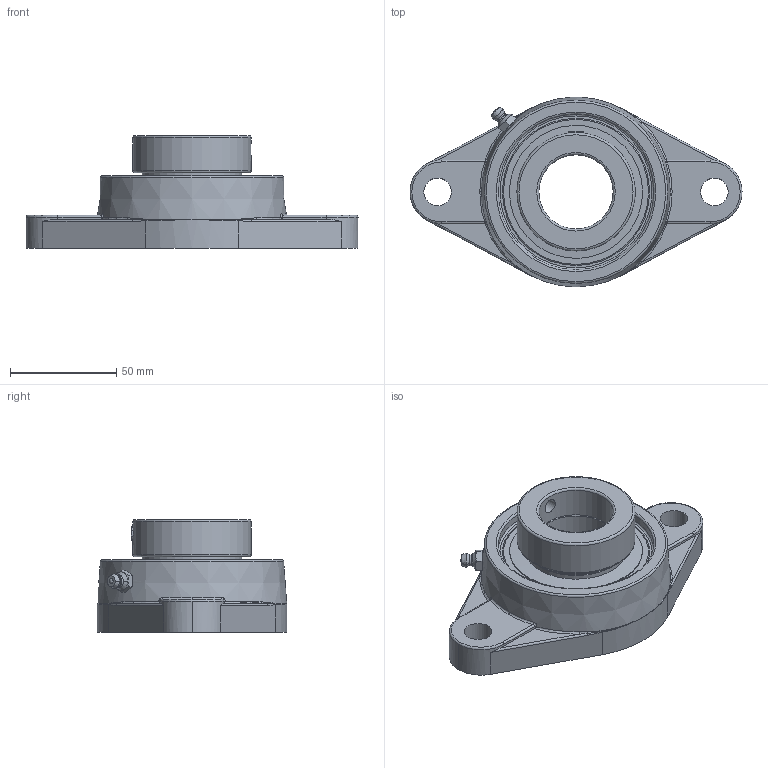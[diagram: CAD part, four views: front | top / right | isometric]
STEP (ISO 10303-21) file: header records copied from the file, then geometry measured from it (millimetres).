
FILE_DESCRIPTION(('HOOPS Exchange Step'),'2;1');
FILE_NAME('export-56F58DB2-179A-4458-B620-0F5D79CC6CB5.stp','2019-12-13T09:19:07-08:00',('ibuslach'),('Alibre'),'HOOPS Exchange 2019.2','Alibre','Unknown authorisation');
FILE_SCHEMA( ('AP242_MANAGED_MODEL_BASED_3D_ENGINEERING_MIM_LF {1 0 10303 442 1 1 4 }') );
Length unit declared in the file: centimetre
Products named in the file (8): MRN SFT 207; UCP ZERK 5mm; SNC 207-22 COLLAR; SNC 207-22 RACES; SNC 207 SS; SNC 207 SHIELD; MRN SNC 207-22; MRN SNCFT 207-22
Assembly tree (8 placements, depth 3):
  MRN SNCFT 207-22
    MRN SFT 207
    UCP ZERK 5mm
    MRN SNC 207-22
      SNC 207-22 COLLAR
      SNC 207-22 RACES
      SNC 207 SS
      SNC 207 SHIELD  x2
Bounding box: 156 x 89 x 52.91 mm (x, y, z)
Volume: 175391 mm3; surface area: 66669.3 mm2
Topology: 8 solids, 8 shells, 198 faces, 517 edges, 329 vertices
Faces by surface type: plane 55, cylinder 53, bspline 34, torus 29, cone 19, sphere 8
Full cylindrical faces by diameter (mm): 2.508 x2, 5 x2, 6.782 x3, 13 x2, 34.925 x2, 44.196 x2, 46.672 x2, 46.736 x2, 47.752 x2, 55.601 x1, 59.006 x2, 62.484 x2, 73.166 x1, 75.166 x1
Entity records: 12450 total; most frequent: CARTESIAN_POINT 7644, DIRECTION 975, ORIENTED_EDGE 974, EDGE_CURVE 487, AXIS2_PLACEMENT_3D 420, VERTEX_POINT 315, CIRCLE 239, EDGE_LOOP 218
